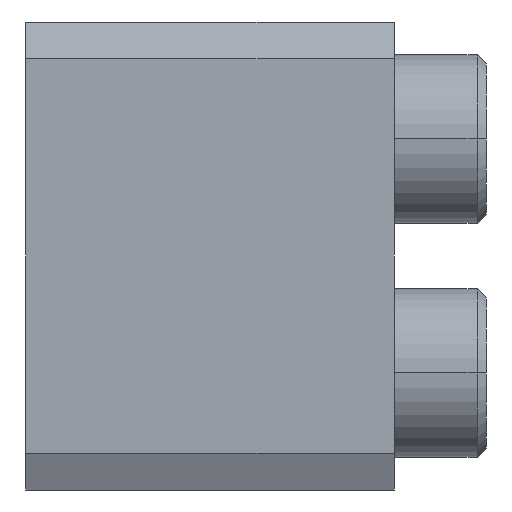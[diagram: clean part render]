
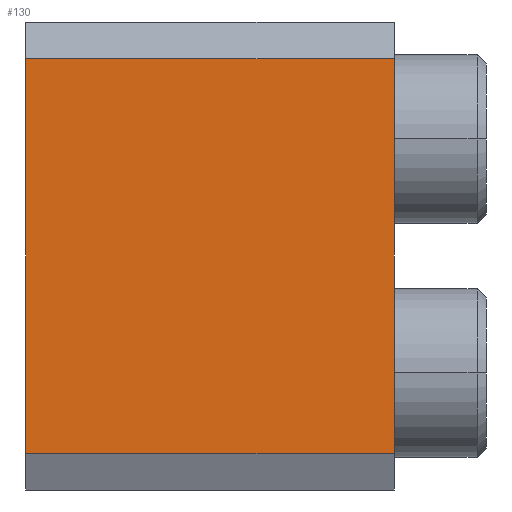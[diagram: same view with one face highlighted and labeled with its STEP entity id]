
A CAD part, left-side view. The second image highlights one B-rep face of the part: STEP entity #130.
In plain terms, the highlighted planar face has unit normal (-1, 0, 0).
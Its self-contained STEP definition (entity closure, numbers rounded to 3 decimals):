
#130=ADVANCED_FACE('',(#248),#249,.T.);
#248=FACE_OUTER_BOUND('',#372,.T.);
#249=PLANE('',#373);
#372=EDGE_LOOP('',(#771,#772,#773,#774));
#373=AXIS2_PLACEMENT_3D('',#775,#776,#777);
#771=ORIENTED_EDGE('',*,*,#937,.T.);
#772=ORIENTED_EDGE('',*,*,#938,.F.);
#773=ORIENTED_EDGE('',*,*,#924,.F.);
#774=ORIENTED_EDGE('',*,*,#936,.T.);
#775=CARTESIAN_POINT('',(-2.54,-4.0,0.));
#776=DIRECTION('',(-1.0,0.,0.));
#777=DIRECTION('',(0.,0.,1.0));
#924=EDGE_CURVE('',#1122,#1124,#1125,.T.);
#936=EDGE_CURVE('',#1122,#1141,#1143,.T.);
#937=EDGE_CURVE('',#1141,#1144,#1145,.T.);
#938=EDGE_CURVE('',#1124,#1144,#1146,.T.);
#1122=VERTEX_POINT('',#1393);
#1124=VERTEX_POINT('',#1396);
#1125=LINE('',#1397,#1398);
#1141=VERTEX_POINT('',#1424);
#1143=LINE('',#1427,#1428);
#1144=VERTEX_POINT('',#1429);
#1145=LINE('',#1430,#1431);
#1146=LINE('',#1432,#1433);
#1393=CARTESIAN_POINT('',(-2.54,-4.0,2.14));
#1396=CARTESIAN_POINT('',(-2.54,-4.0,-2.14));
#1397=CARTESIAN_POINT('',(-2.54,-4.0,2.14));
#1398=VECTOR('',#1644,1.0);
#1424=CARTESIAN_POINT('',(-2.54,0.0,2.14));
#1427=CARTESIAN_POINT('',(-2.54,-4.0,2.14));
#1428=VECTOR('',#1656,1.0);
#1429=CARTESIAN_POINT('',(-2.54,0.0,-2.14));
#1430=CARTESIAN_POINT('',(-2.54,0.0,2.14));
#1431=VECTOR('',#1657,1.0);
#1432=CARTESIAN_POINT('',(-2.54,-4.0,-2.14));
#1433=VECTOR('',#1658,1.0);
#1644=DIRECTION('',(0.,0.,-1.0));
#1656=DIRECTION('',(0.0,1.0,0.));
#1657=DIRECTION('',(0.,0.,-1.0));
#1658=DIRECTION('',(0.0,1.0,0.));
